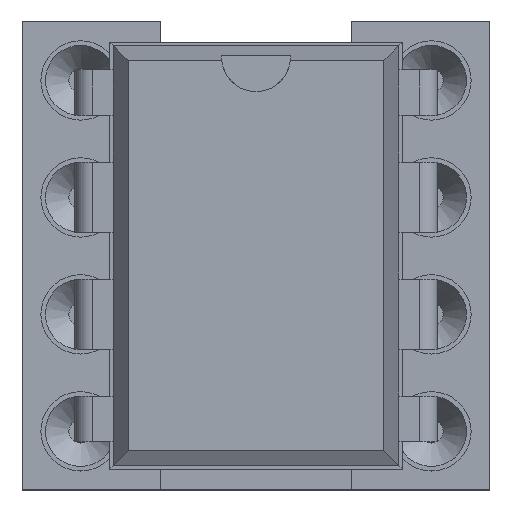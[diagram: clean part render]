
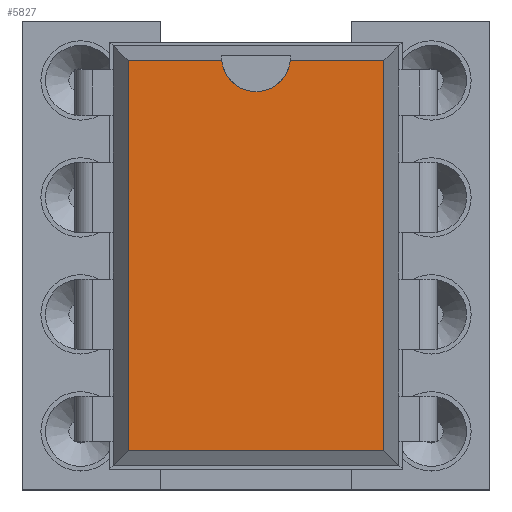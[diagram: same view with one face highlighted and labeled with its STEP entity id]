
A CAD part, top view. The second image highlights one B-rep face of the part: STEP entity #5827.
In plain terms, the highlighted planar face has unit normal (0, 0, 1).
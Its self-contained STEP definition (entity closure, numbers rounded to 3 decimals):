
#2894 = VERTEX_POINT('',#2895);
#2895 = CARTESIAN_POINT('',(6.586,0.426,7.68));
#2900 = EDGE_CURVE('',#2901,#2894,#2903,.T.);
#2901 = VERTEX_POINT('',#2902);
#2902 = CARTESIAN_POINT('',(6.586,-8.046,7.68));
#2903 = LINE('',#2904,#2905);
#2904 = CARTESIAN_POINT('',(6.586,-8.046,7.68));
#2905 = VECTOR('',#2906,1.);
#2906 = DIRECTION('',(0.,1.,0.));
#3928 = VERTEX_POINT('',#3929);
#3929 = CARTESIAN_POINT('',(1.034,0.426,7.68));
#3934 = EDGE_CURVE('',#3935,#3928,#3937,.T.);
#3935 = VERTEX_POINT('',#3936);
#3936 = CARTESIAN_POINT('',(3.064,0.426,7.68));
#3937 = LINE('',#3938,#3939);
#3938 = CARTESIAN_POINT('',(6.586,0.426,7.68));
#3939 = VECTOR('',#3940,1.);
#3940 = DIRECTION('',(-1.,0.,0.));
#4155 = VERTEX_POINT('',#4156);
#4156 = CARTESIAN_POINT('',(4.556,0.426,7.68));
#4260 = EDGE_CURVE('',#2894,#4155,#4261,.T.);
#4261 = LINE('',#4262,#4263);
#4262 = CARTESIAN_POINT('',(6.586,0.426,7.68));
#4263 = VECTOR('',#4264,1.);
#4264 = DIRECTION('',(-1.,0.,0.));
#4663 = VERTEX_POINT('',#4664);
#4664 = CARTESIAN_POINT('',(1.034,-8.046,7.68));
#4669 = EDGE_CURVE('',#3928,#4663,#4670,.T.);
#4670 = LINE('',#4671,#4672);
#4671 = CARTESIAN_POINT('',(1.034,0.426,7.68));
#4672 = VECTOR('',#4673,1.);
#4673 = DIRECTION('',(0.,-1.,0.));
#5690 = EDGE_CURVE('',#4663,#2901,#5691,.T.);
#5691 = LINE('',#5692,#5693);
#5692 = CARTESIAN_POINT('',(1.034,-8.046,7.68));
#5693 = VECTOR('',#5694,1.);
#5694 = DIRECTION('',(1.,0.,0.));
#5827 = ADVANCED_FACE('',(#5828),#5851,.F.);
#5828 = FACE_BOUND('',#5829,.F.);
#5829 = EDGE_LOOP('',(#5830,#5831,#5832,#5833,#5834,#5843,#5850));
#5830 = ORIENTED_EDGE('',*,*,#2900,.F.);
#5831 = ORIENTED_EDGE('',*,*,#5690,.F.);
#5832 = ORIENTED_EDGE('',*,*,#4669,.F.);
#5833 = ORIENTED_EDGE('',*,*,#3934,.F.);
#5834 = ORIENTED_EDGE('',*,*,#5835,.F.);
#5835 = EDGE_CURVE('',#5836,#3935,#5838,.T.);
#5836 = VERTEX_POINT('',#5837);
#5837 = CARTESIAN_POINT('',(3.81,-0.249,7.68));
#5838 = CIRCLE('',#5839,0.75);
#5839 = AXIS2_PLACEMENT_3D('',#5840,#5841,#5842);
#5840 = CARTESIAN_POINT('',(3.81,0.501,7.68));
#5841 = DIRECTION('',(0.,-0.,-1.));
#5842 = DIRECTION('',(0.,-1.,0.));
#5843 = ORIENTED_EDGE('',*,*,#5844,.F.);
#5844 = EDGE_CURVE('',#4155,#5836,#5845,.T.);
#5845 = CIRCLE('',#5846,0.75);
#5846 = AXIS2_PLACEMENT_3D('',#5847,#5848,#5849);
#5847 = CARTESIAN_POINT('',(3.81,0.501,7.68));
#5848 = DIRECTION('',(0.,-0.,-1.));
#5849 = DIRECTION('',(0.,-1.,0.));
#5850 = ORIENTED_EDGE('',*,*,#4260,.F.);
#5851 = PLANE('',#5852);
#5852 = AXIS2_PLACEMENT_3D('',#5853,#5854,#5855);
#5853 = CARTESIAN_POINT('',(6.586,-8.046,7.68));
#5854 = DIRECTION('',(0.,0.,-1.));
#5855 = DIRECTION('',(-0.548,0.836,0.));
